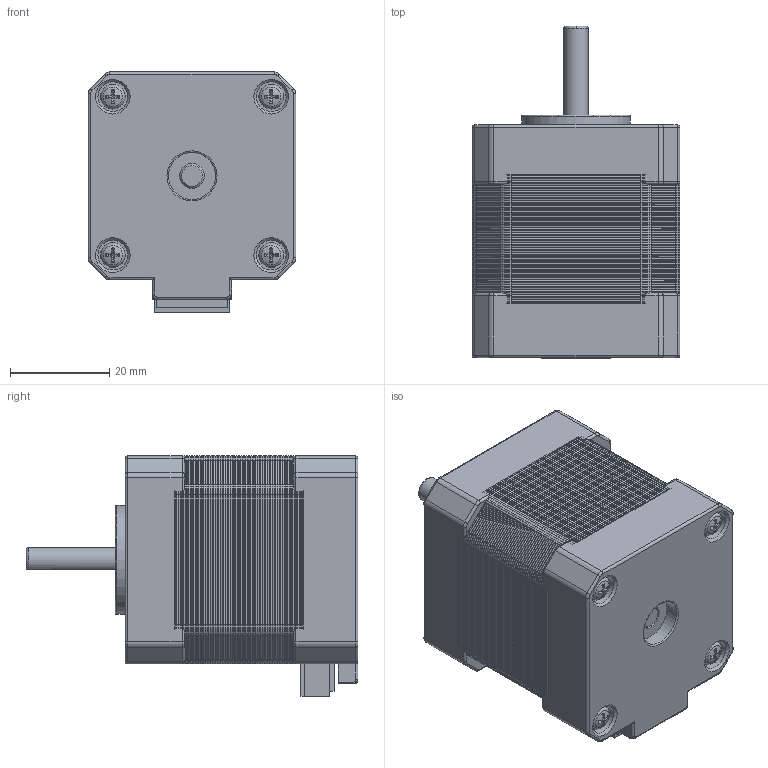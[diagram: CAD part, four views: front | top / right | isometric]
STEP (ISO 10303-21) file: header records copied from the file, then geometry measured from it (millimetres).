
FILE_DESCRIPTION(/* description */ (''),/* implementation_level */ '2;1');
FILE_NAME(/* name */ 'NEMA 17.stp',/* time_stamp */ '2020-12-23T15:17:02+10:00',/* author */ ('grays'),/* organization */ (''),/* preprocessor_version */ 'ST-DEVELOPER v18.1',/* originating_system */ 'Autodesk Inventor 2021',/* authorisation */ '');
FILE_SCHEMA (('AUTOMOTIVE_DESIGN { 1 0 10303 214 3 1 1 }'));
Length unit declared in the file: millimetre
Products named in the file (9): Assembly; Top Plate; Body; Bottom Plate; Motor Shaft; Header PCB; Header Shroud; Header; AS 1427 - M2.5 x 4
Assembly tree (11 placements, depth 2):
  Assembly
    Top Plate
    Body
    Bottom Plate
    Motor Shaft
    Header PCB
    Header Shroud
    Header
    AS 1427 - M2.5 x 4  x4
Bounding box: 42 x 67 x 48.5 mm (x, y, z)
Volume: 80658.2 mm3; surface area: 22881.4 mm2
Topology: 11 solids, 11 shells, 2146 faces, 4593 edges, 2487 vertices
Faces by surface type: cylinder 945, torus 897, plane 230, cone 58, bspline 12, sphere 4
Full cylindrical faces by diameter (mm): 2.224 x4, 2.5 x4, 3 x8, 5 x4, 6 x4, 9.5 x2, 22 x1
Entity records: 55820 total; most frequent: DIRECTION 11238, CARTESIAN_POINT 9888, ORIENTED_EDGE 8674, AXIS2_PLACEMENT_3D 4907, EDGE_CURVE 4337, CIRCLE 2841, VERTEX_POINT 2313, EDGE_LOOP 2090
